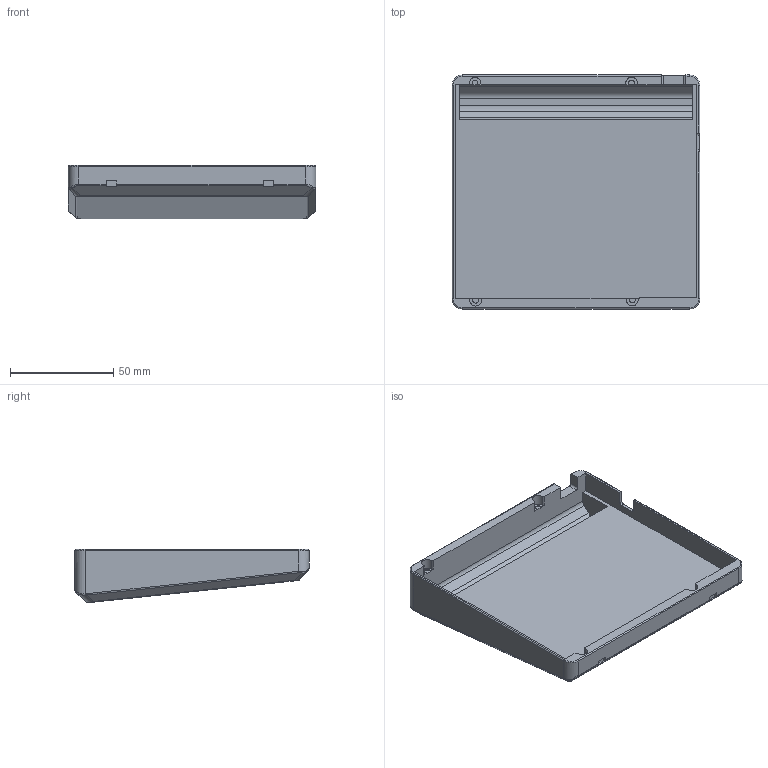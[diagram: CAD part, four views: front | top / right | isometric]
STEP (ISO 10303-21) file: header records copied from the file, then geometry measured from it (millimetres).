
FILE_DESCRIPTION(('HOOPS Exchange Step'),'2;1');
FILE_NAME('temp_export','2025-07-29T11:41:00+09:00',('chuns'),('Shapr3D Limited'),'HOOPS Exchange 2024.8','Shapr3D','Authorized');
FILE_SCHEMA( ('AP242_MANAGED_MODEL_BASED_3D_ENGINEERING_MIM_LF {1 0 10303 442 1 1 4}') );
Length unit declared in the file: millimetre
Products named in the file (3): bottom; left; root
Assembly tree (2 placements, depth 3):
  root
    left
      bottom
Bounding box: 120.17 x 113.57 x 25.86 mm (x, y, z)
Volume: 127089.1 mm3; surface area: 42105 mm2
Topology: 1 solids, 1 shells, 140 faces, 376 edges, 240 vertices
Faces by surface type: plane 64, cylinder 53, bspline 19, torus 4
Entity records: 7299 total; most frequent: CARTESIAN_POINT 3674, DIRECTION 755, ORIENTED_EDGE 752, EDGE_CURVE 376, AXIS2_PLACEMENT_3D 263, VERTEX_POINT 240, VECTOR 229, LINE 229
